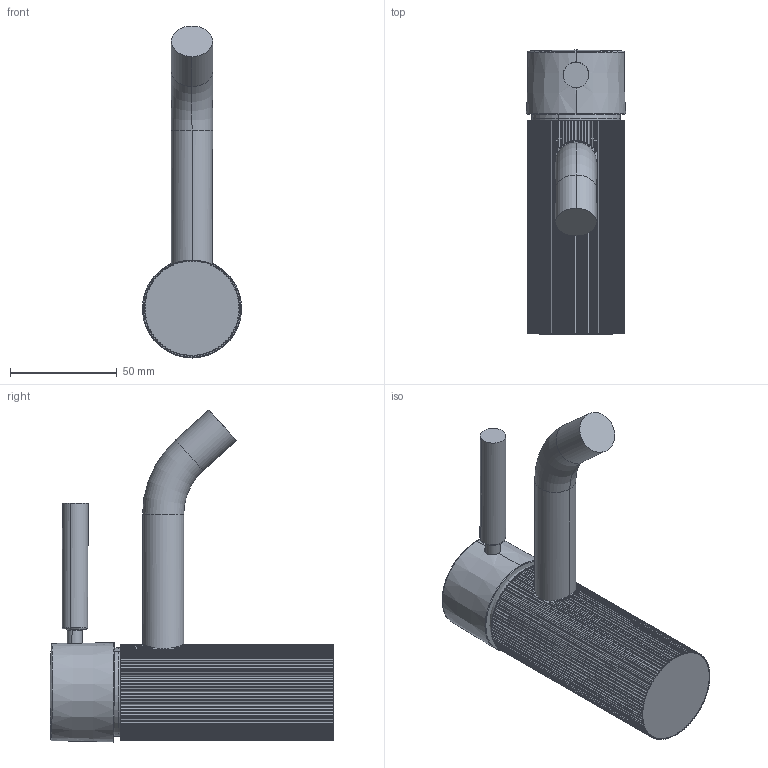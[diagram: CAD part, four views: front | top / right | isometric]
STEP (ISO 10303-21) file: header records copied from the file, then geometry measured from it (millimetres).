
FILE_DESCRIPTION (( 'STEP AP214' ), '1' );
FILE_NAME ('33529660.STEP', '2022-01-18T09:47:28', ( '' ), ( '' ), 'SwSTEP 2.0', 'SolidWorks 2020', '' );
FILE_SCHEMA (( 'AUTOMOTIVE_DESIGN' ));
Length unit declared in the file: millimetre
Products named in the file (6): Planungsmodell_Griff Hebel-+-09.20.66.001-01_K1_D12; Planungsmodell_Auslauf-+-09.11.06.206-01; Planungsmodell_Hebel Unterteil-+-09.20.66.002-01_K1; 33529660; Planungsmodell_Haube-+-09.28.30.041.90-01; Planungsmodell_Koerper-+-09.19.66.004-3
Assembly tree (5 placements, depth 2):
  33529660
    Planungsmodell_Koerper-+-09.19.66.004-3
    Planungsmodell_Auslauf-+-09.11.06.206-01
    Planungsmodell_Griff Hebel-+-09.20.66.001-01_K1_D12
    Planungsmodell_Haube-+-09.28.30.041.90-01
    Planungsmodell_Hebel Unterteil-+-09.20.66.002-01_K1
Bounding box: 46.49 x 133.02 x 155.52 mm (x, y, z)
Volume: 263167.2 mm3; surface area: 44086.5 mm2
Topology: 5 solids, 5 shells, 332 faces, 969 edges, 626 vertices
Faces by surface type: cylinder 259, sphere 43, torus 14, plane 12, cone 4
Entity records: 11594 total; most frequent: CARTESIAN_POINT 2348, DIRECTION 2148, ORIENTED_EDGE 1852, AXIS2_PLACEMENT_3D 929, EDGE_CURVE 926, VERTEX_POINT 607, CIRCLE 589, EDGE_LOOP 335
